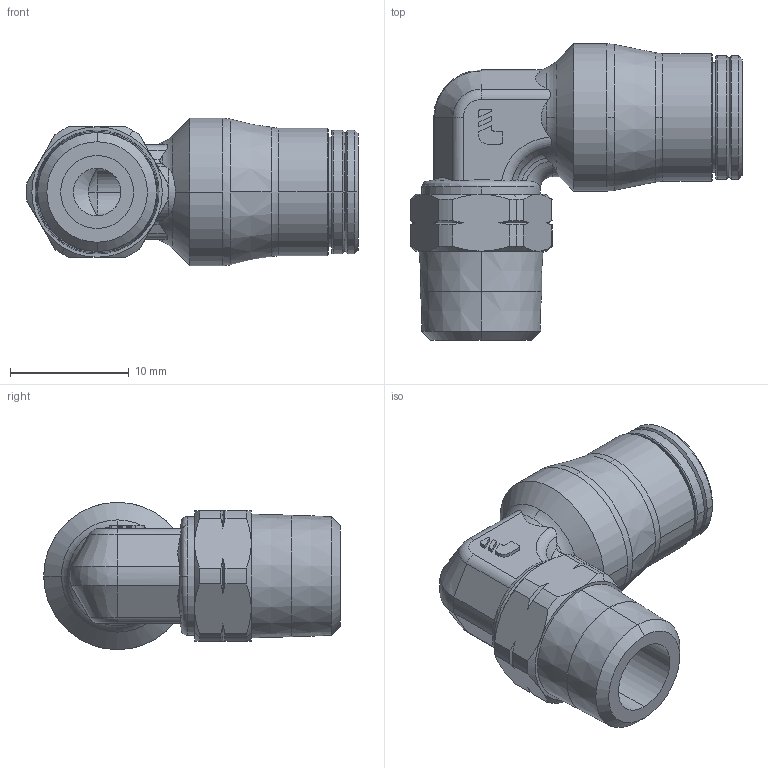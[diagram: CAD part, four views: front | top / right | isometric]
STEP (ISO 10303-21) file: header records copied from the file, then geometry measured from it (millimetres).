
FILE_DESCRIPTION(('STEP AP214'),'1');
FILE_NAME('3609_56_11.stp','2016-07-07T14:13:51',('TraceParts'),('TraceParts S.A.'),'Spatial InterOp 3D',' ',' ');
FILE_SCHEMA(('automotive_design'));
Length unit declared in the file: millimetre
Products named in the file (1): 1
Bounding box: 28 x 25 x 12.43 mm (x, y, z)
Volume: 2462.4 mm3; surface area: 2249.4 mm2
Topology: 1 solids, 1 shells, 172 faces, 436 edges, 276 vertices
Faces by surface type: cone 61, cylinder 51, plane 38, torus 21, sphere 1
Entity records: 5568 total; most frequent: CARTESIAN_POINT 1482, DIRECTION 881, ORIENTED_EDGE 870, EDGE_CURVE 435, AXIS2_PLACEMENT_3D 373, VERTEX_POINT 276, CIRCLE 198, EDGE_LOOP 185
